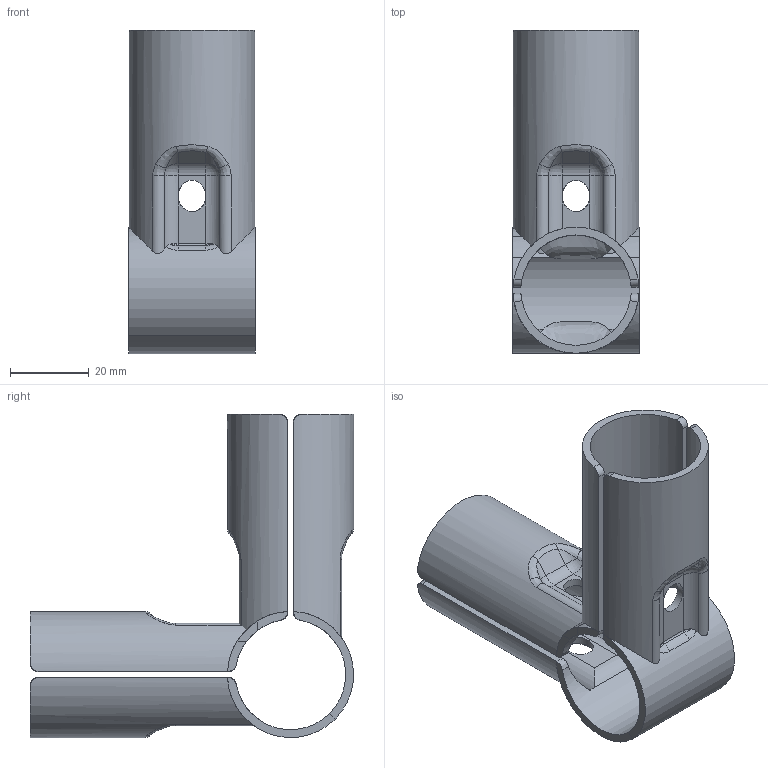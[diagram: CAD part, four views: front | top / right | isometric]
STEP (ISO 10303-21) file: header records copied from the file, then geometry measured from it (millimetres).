
FILE_DESCRIPTION((''),'2;1');
FILE_NAME('86102.stp','2021-06-28T13:16:49',('arma03'),(''),'Autodesk Inventor 2013','Autodesk Inventor 2013','');
FILE_SCHEMA(('AUTOMOTIVE_DESIGN { 1 0 10303 214 1 1 1 1 }'));
Length unit declared in the file: millimetre
Products named in the file (3): 86102; 86102 - I; 86102 - II
Assembly tree (4 placements, depth 2):
  86102
    86102 - I  x2
    86102 - II  x2
Bounding box: 32 x 82 x 82 mm (x, y, z)
Volume: 24715.8 mm3; surface area: 25587.9 mm2
Topology: 4 solids, 4 shells, 180 faces, 464 edges, 288 vertices
Faces by surface type: cylinder 72, plane 48, bspline 44, torus 8, sphere 8
Entity records: 3900 total; most frequent: CARTESIAN_POINT 1761, ORIENTED_EDGE 456, DIRECTION 400, EDGE_CURVE 228, AXIS2_PLACEMENT_3D 163, VERTEX_POINT 142, EDGE_LOOP 94, FACE_OUTER_BOUND 90
